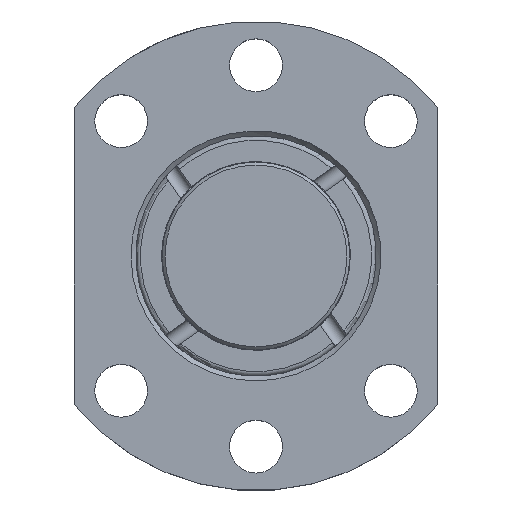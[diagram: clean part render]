
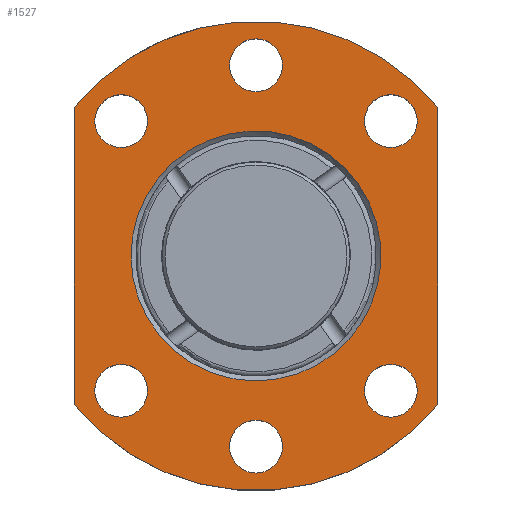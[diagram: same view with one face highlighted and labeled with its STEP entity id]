
A CAD part, top view. The second image highlights one B-rep face of the part: STEP entity #1527.
In plain terms, the highlighted planar face has unit normal (0, 0, 1).
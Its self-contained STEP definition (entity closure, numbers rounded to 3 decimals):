
#74=LINE('',#2758,#150);
#75=LINE('',#2759,#151);
#150=VECTOR('',#2005,1000.);
#151=VECTOR('',#2006,1000.);
#198=PLANE('',#1689);
#312=CIRCLE('',#1684,40.);
#314=CIRCLE('',#1687,40.);
#316=CIRCLE('',#1690,21.3);
#317=CIRCLE('',#1691,4.5);
#318=CIRCLE('',#1692,4.5);
#319=CIRCLE('',#1693,4.5);
#320=CIRCLE('',#1694,4.5);
#321=CIRCLE('',#1695,4.5);
#322=CIRCLE('',#1696,4.5);
#529=ORIENTED_EDGE('',*,*,#927,.T.);
#530=ORIENTED_EDGE('',*,*,#928,.T.);
#531=ORIENTED_EDGE('',*,*,#922,.F.);
#532=ORIENTED_EDGE('',*,*,#929,.T.);
#533=ORIENTED_EDGE('',*,*,#918,.F.);
#534=ORIENTED_EDGE('',*,*,#930,.T.);
#535=ORIENTED_EDGE('',*,*,#931,.T.);
#536=ORIENTED_EDGE('',*,*,#932,.T.);
#537=ORIENTED_EDGE('',*,*,#933,.T.);
#538=ORIENTED_EDGE('',*,*,#934,.T.);
#539=ORIENTED_EDGE('',*,*,#935,.T.);
#918=EDGE_CURVE('',#1094,#1095,#312,.T.);
#922=EDGE_CURVE('',#1098,#1099,#314,.T.);
#927=EDGE_CURVE('',#1103,#1103,#316,.T.);
#928=EDGE_CURVE('',#1104,#1104,#317,.T.);
#929=EDGE_CURVE('',#1098,#1095,#74,.T.);
#930=EDGE_CURVE('',#1094,#1099,#75,.T.);
#931=EDGE_CURVE('',#1105,#1105,#318,.T.);
#932=EDGE_CURVE('',#1106,#1106,#319,.T.);
#933=EDGE_CURVE('',#1107,#1107,#320,.T.);
#934=EDGE_CURVE('',#1108,#1108,#321,.T.);
#935=EDGE_CURVE('',#1109,#1109,#322,.T.);
#1094=VERTEX_POINT('',#2725);
#1095=VERTEX_POINT('',#2726);
#1098=VERTEX_POINT('',#2734);
#1099=VERTEX_POINT('',#2735);
#1103=VERTEX_POINT('',#2755);
#1104=VERTEX_POINT('',#2757);
#1105=VERTEX_POINT('',#2761);
#1106=VERTEX_POINT('',#2763);
#1107=VERTEX_POINT('',#2765);
#1108=VERTEX_POINT('',#2767);
#1109=VERTEX_POINT('',#2769);
#1250=EDGE_LOOP('',(#529));
#1251=EDGE_LOOP('',(#530));
#1252=EDGE_LOOP('',(#531,#532,#533,#534));
#1253=EDGE_LOOP('',(#535));
#1254=EDGE_LOOP('',(#536));
#1255=EDGE_LOOP('',(#537));
#1256=EDGE_LOOP('',(#538));
#1257=EDGE_LOOP('',(#539));
#1390=FACE_BOUND('',#1250,.T.);
#1391=FACE_BOUND('',#1251,.T.);
#1392=FACE_BOUND('',#1252,.T.);
#1393=FACE_BOUND('',#1253,.T.);
#1394=FACE_BOUND('',#1254,.T.);
#1395=FACE_BOUND('',#1255,.T.);
#1396=FACE_BOUND('',#1256,.T.);
#1397=FACE_BOUND('',#1257,.T.);
#1527=ADVANCED_FACE('',(#1390,#1391,#1392,#1393,#1394,#1395,#1396,#1397),
#198,.T.);
#1684=AXIS2_PLACEMENT_3D('',#2724,#1985,#1986);
#1687=AXIS2_PLACEMENT_3D('',#2733,#1993,#1994);
#1689=AXIS2_PLACEMENT_3D('',#2753,#1999,#2000);
#1690=AXIS2_PLACEMENT_3D('',#2754,#2001,#2002);
#1691=AXIS2_PLACEMENT_3D('',#2756,#2003,#2004);
#1692=AXIS2_PLACEMENT_3D('',#2760,#2007,#2008);
#1693=AXIS2_PLACEMENT_3D('',#2762,#2009,#2010);
#1694=AXIS2_PLACEMENT_3D('',#2764,#2011,#2012);
#1695=AXIS2_PLACEMENT_3D('',#2766,#2013,#2014);
#1696=AXIS2_PLACEMENT_3D('',#2768,#2015,#2016);
#1985=DIRECTION('',(0.,0.,-1.));
#1986=DIRECTION('',(-1.,0.,0.));
#1993=DIRECTION('',(0.,0.,-1.));
#1994=DIRECTION('',(-1.,0.,0.));
#1999=DIRECTION('',(0.,0.,1.));
#2000=DIRECTION('',(1.,0.,0.));
#2001=DIRECTION('',(0.,0.,-1.));
#2002=DIRECTION('',(-1.,0.,0.));
#2003=DIRECTION('',(0.,0.,-1.));
#2004=DIRECTION('',(-1.,0.,0.));
#2005=DIRECTION('',(0.,-1.,0.));
#2006=DIRECTION('',(0.,1.,0.));
#2007=DIRECTION('',(0.,0.,-1.));
#2008=DIRECTION('',(-1.,0.,0.));
#2009=DIRECTION('',(0.,0.,-1.));
#2010=DIRECTION('',(-1.,0.,0.));
#2011=DIRECTION('',(0.,0.,-1.));
#2012=DIRECTION('',(-1.,0.,0.));
#2013=DIRECTION('',(0.,0.,-1.));
#2014=DIRECTION('',(-1.,0.,0.));
#2015=DIRECTION('',(0.,0.,-1.));
#2016=DIRECTION('',(-1.,0.,0.));
#2724=CARTESIAN_POINT('',(0.,0.,102.));
#2725=CARTESIAN_POINT('',(31.,-25.278,102.));
#2726=CARTESIAN_POINT('',(-31.,-25.278,102.));
#2733=CARTESIAN_POINT('',(0.,0.,102.));
#2734=CARTESIAN_POINT('',(-31.,25.278,102.));
#2735=CARTESIAN_POINT('',(31.,25.278,102.));
#2753=CARTESIAN_POINT('',(0.,40.,102.));
#2754=CARTESIAN_POINT('',(0.,0.,102.));
#2755=CARTESIAN_POINT('',(-21.3,0.,102.));
#2756=CARTESIAN_POINT('',(0.,32.5,102.));
#2757=CARTESIAN_POINT('',(-4.5,32.5,102.));
#2758=CARTESIAN_POINT('',(-31.,45.,102.));
#2759=CARTESIAN_POINT('',(31.,-45.,102.));
#2760=CARTESIAN_POINT('',(-22.981,-22.981,102.));
#2761=CARTESIAN_POINT('',(-27.481,-22.981,102.));
#2762=CARTESIAN_POINT('',(0.,-32.5,102.));
#2763=CARTESIAN_POINT('',(-4.5,-32.5,102.));
#2764=CARTESIAN_POINT('',(22.981,-22.981,102.));
#2765=CARTESIAN_POINT('',(18.481,-22.981,102.));
#2766=CARTESIAN_POINT('',(-22.981,22.981,102.));
#2767=CARTESIAN_POINT('',(-27.481,22.981,102.));
#2768=CARTESIAN_POINT('',(22.981,22.981,102.));
#2769=CARTESIAN_POINT('',(18.481,22.981,102.));
